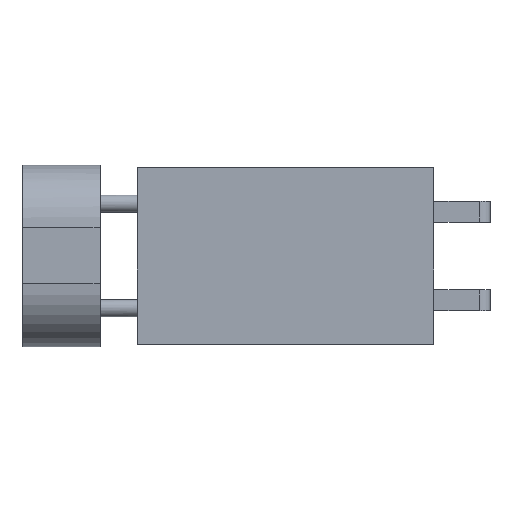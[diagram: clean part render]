
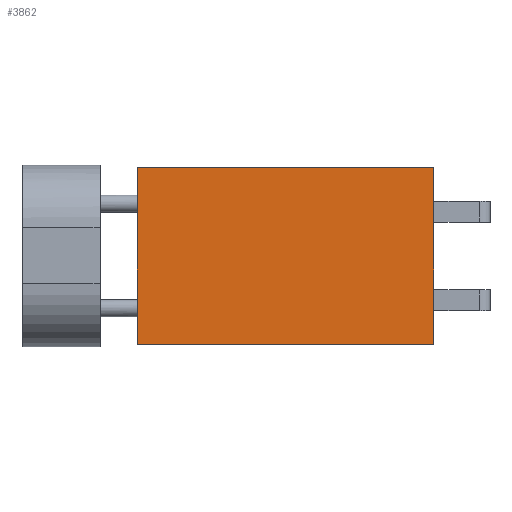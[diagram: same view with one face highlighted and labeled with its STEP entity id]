
A CAD part, top view. The second image highlights one B-rep face of the part: STEP entity #3862.
In plain terms, the highlighted planar face has unit normal (0, 0, 1).
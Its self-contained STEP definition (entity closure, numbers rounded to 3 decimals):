
#3664 = EDGE_CURVE('',#3665,#3667,#3669,.T.);
#3665 = VERTEX_POINT('',#3666);
#3666 = CARTESIAN_POINT('',(-5.065,-2.54,2.54));
#3667 = VERTEX_POINT('',#3668);
#3668 = CARTESIAN_POINT('',(-5.065,2.54,2.54));
#3669 = LINE('',#3670,#3671);
#3670 = CARTESIAN_POINT('',(-5.065,-2.54,2.54));
#3671 = VECTOR('',#3672,1.);
#3672 = DIRECTION('',(0.,1.,0.));
#3862 = ADVANCED_FACE('',(#3863),#3888,.F.);
#3863 = FACE_BOUND('',#3864,.F.);
#3864 = EDGE_LOOP('',(#3865,#3873,#3874,#3882));
#3865 = ORIENTED_EDGE('',*,*,#3866,.T.);
#3866 = EDGE_CURVE('',#3867,#3665,#3869,.T.);
#3867 = VERTEX_POINT('',#3868);
#3868 = CARTESIAN_POINT('',(3.445,-2.54,2.54));
#3869 = LINE('',#3870,#3871);
#3870 = CARTESIAN_POINT('',(3.445,-2.54,2.54));
#3871 = VECTOR('',#3872,1.);
#3872 = DIRECTION('',(-1.,0.,0.));
#3873 = ORIENTED_EDGE('',*,*,#3664,.T.);
#3874 = ORIENTED_EDGE('',*,*,#3875,.F.);
#3875 = EDGE_CURVE('',#3876,#3667,#3878,.T.);
#3876 = VERTEX_POINT('',#3877);
#3877 = CARTESIAN_POINT('',(3.445,2.54,2.54));
#3878 = LINE('',#3879,#3880);
#3879 = CARTESIAN_POINT('',(3.445,2.54,2.54));
#3880 = VECTOR('',#3881,1.);
#3881 = DIRECTION('',(-1.,0.,0.));
#3882 = ORIENTED_EDGE('',*,*,#3883,.F.);
#3883 = EDGE_CURVE('',#3867,#3876,#3884,.T.);
#3884 = LINE('',#3885,#3886);
#3885 = CARTESIAN_POINT('',(3.445,-2.54,2.54));
#3886 = VECTOR('',#3887,1.);
#3887 = DIRECTION('',(0.,1.,0.));
#3888 = PLANE('',#3889);
#3889 = AXIS2_PLACEMENT_3D('',#3890,#3891,#3892);
#3890 = CARTESIAN_POINT('',(3.445,-2.54,2.54));
#3891 = DIRECTION('',(0.,0.,-1.));
#3892 = DIRECTION('',(0.,1.,0.));
